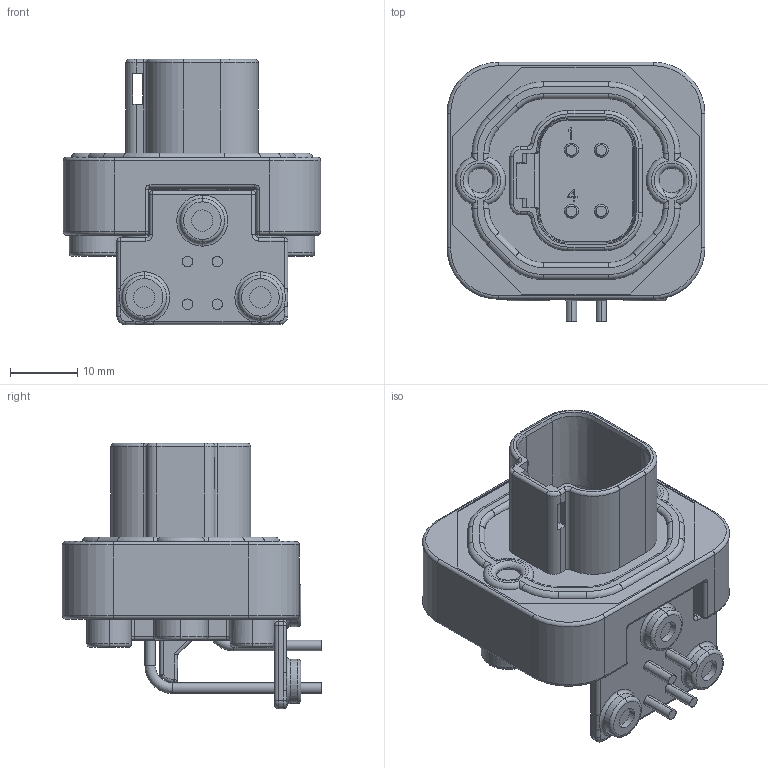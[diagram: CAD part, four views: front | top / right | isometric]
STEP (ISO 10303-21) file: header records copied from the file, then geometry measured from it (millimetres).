
FILE_DESCRIPTION((''),'2;1');
FILE_NAME('C-DT13-4P-G003','2017-01-24T',('workeradm'),('Tyco Electronics Ltd.'),'CREO PARAMETRIC BY PTC INC, 2016050','CREO PARAMETRIC BY PTC INC, 2016050','');
FILE_SCHEMA(('AUTOMOTIVE_DESIGN { 1 0 10303 214 1 1 1 1 }'));
Length unit declared in the file: millimetre
Products named in the file (1): C-DT13-4P-G003
Bounding box: 38.35 x 38.58 x 39.5 mm (x, y, z)
Volume: 17625 mm3; surface area: 8894.7 mm2
Topology: 1 solids, 1 shells, 526 faces, 1274 edges, 776 vertices
Faces by surface type: cylinder 216, plane 155, torus 107, cone 16, bspline 16, sphere 16
Entity records: 18368 total; most frequent: CARTESIAN_POINT 5625, DIRECTION 2815, ORIENTED_EDGE 2548, EDGE_CURVE 1274, AXIS2_PLACEMENT_3D 1117, VERTEX_POINT 776, CIRCLE 607, VECTOR 581
